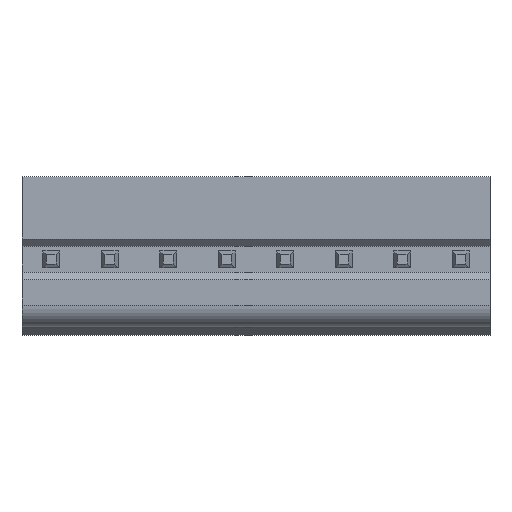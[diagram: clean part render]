
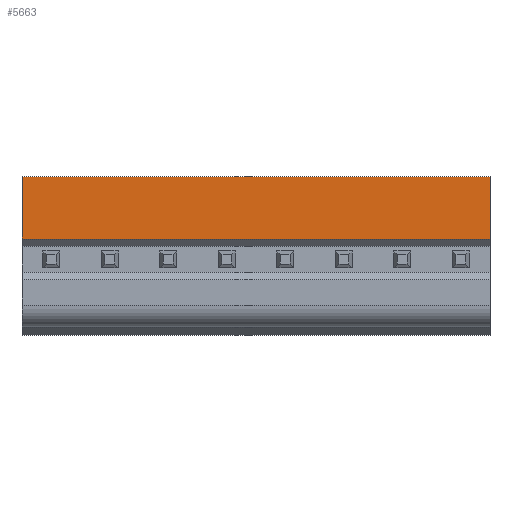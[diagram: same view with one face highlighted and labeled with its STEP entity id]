
A CAD part, front view. The second image highlights one B-rep face of the part: STEP entity #5663.
In plain terms, the highlighted planar face has unit normal (0, -1, 0).
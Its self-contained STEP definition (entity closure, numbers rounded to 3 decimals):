
#32 = PLANE('',#33);
#33 = AXIS2_PLACEMENT_3D('',#34,#35,#36);
#34 = CARTESIAN_POINT('',(15.84,4.471,3.433));
#35 = DIRECTION('',(1.,-0.,0.));
#36 = DIRECTION('',(0.,0.,-1.));
#207 = VERTEX_POINT('',#208);
#208 = CARTESIAN_POINT('',(15.84,0.,10.2));
#222 = PLANE('',#223);
#223 = AXIS2_PLACEMENT_3D('',#224,#225,#226);
#224 = CARTESIAN_POINT('',(15.84,3.2,10.2));
#225 = DIRECTION('',(0.,0.,1.));
#226 = DIRECTION('',(-0.,-1.,0.));
#234 = EDGE_CURVE('',#207,#235,#237,.T.);
#235 = VERTEX_POINT('',#236);
#236 = CARTESIAN_POINT('',(15.84,0.,5.975));
#237 = SURFACE_CURVE('',#238,(#242,#249),.PCURVE_S1.);
#238 = LINE('',#239,#240);
#239 = CARTESIAN_POINT('',(15.84,0.,10.2));
#240 = VECTOR('',#241,1.);
#241 = DIRECTION('',(0.,0.,-1.));
#242 = PCURVE('',#32,#243);
#243 = DEFINITIONAL_REPRESENTATION('',(#244),#248);
#244 = LINE('',#245,#246);
#245 = CARTESIAN_POINT('',(-6.767,-4.471));
#246 = VECTOR('',#247,1.);
#247 = DIRECTION('',(1.,0.));
#248 = ( GEOMETRIC_REPRESENTATION_CONTEXT(2) 
PARAMETRIC_REPRESENTATION_CONTEXT() REPRESENTATION_CONTEXT('2D SPACE',''
  ) );
#249 = PCURVE('',#250,#255);
#250 = PLANE('',#251);
#251 = AXIS2_PLACEMENT_3D('',#252,#253,#254);
#252 = CARTESIAN_POINT('',(15.84,0.,10.2));
#253 = DIRECTION('',(-0.,-1.,0.));
#254 = DIRECTION('',(0.,0.,-1.));
#255 = DEFINITIONAL_REPRESENTATION('',(#256),#260);
#256 = LINE('',#257,#258);
#257 = CARTESIAN_POINT('',(0.,-0.));
#258 = VECTOR('',#259,1.);
#259 = DIRECTION('',(1.,0.));
#260 = ( GEOMETRIC_REPRESENTATION_CONTEXT(2) 
PARAMETRIC_REPRESENTATION_CONTEXT() REPRESENTATION_CONTEXT('2D SPACE',''
  ) );
#278 = PLANE('',#279);
#279 = AXIS2_PLACEMENT_3D('',#280,#281,#282);
#280 = CARTESIAN_POINT('',(15.84,0.5,5.475));
#281 = DIRECTION('',(0.,0.707,0.707)
  );
#282 = DIRECTION('',(0.,-0.707,0.707)
  );
#687 = PLANE('',#688);
#688 = AXIS2_PLACEMENT_3D('',#689,#690,#691);
#689 = CARTESIAN_POINT('',(-15.84,4.471,3.433));
#690 = DIRECTION('',(1.,-0.,0.));
#691 = DIRECTION('',(0.,0.,-1.));
#850 = VERTEX_POINT('',#851);
#851 = CARTESIAN_POINT('',(-15.84,0.,10.2));
#872 = EDGE_CURVE('',#850,#873,#875,.T.);
#873 = VERTEX_POINT('',#874);
#874 = CARTESIAN_POINT('',(-15.84,0.,5.975));
#875 = SURFACE_CURVE('',#876,(#880,#887),.PCURVE_S1.);
#876 = LINE('',#877,#878);
#877 = CARTESIAN_POINT('',(-15.84,0.,10.2));
#878 = VECTOR('',#879,1.);
#879 = DIRECTION('',(0.,0.,-1.));
#880 = PCURVE('',#687,#881);
#881 = DEFINITIONAL_REPRESENTATION('',(#882),#886);
#882 = LINE('',#883,#884);
#883 = CARTESIAN_POINT('',(-6.767,-4.471));
#884 = VECTOR('',#885,1.);
#885 = DIRECTION('',(1.,0.));
#886 = ( GEOMETRIC_REPRESENTATION_CONTEXT(2) 
PARAMETRIC_REPRESENTATION_CONTEXT() REPRESENTATION_CONTEXT('2D SPACE',''
  ) );
#887 = PCURVE('',#250,#888);
#888 = DEFINITIONAL_REPRESENTATION('',(#889),#893);
#889 = LINE('',#890,#891);
#890 = CARTESIAN_POINT('',(0.,-31.68));
#891 = VECTOR('',#892,1.);
#892 = DIRECTION('',(1.,0.));
#893 = ( GEOMETRIC_REPRESENTATION_CONTEXT(2) 
PARAMETRIC_REPRESENTATION_CONTEXT() REPRESENTATION_CONTEXT('2D SPACE',''
  ) );
#5643 = EDGE_CURVE('',#207,#850,#5644,.T.);
#5644 = SURFACE_CURVE('',#5645,(#5649,#5656),.PCURVE_S1.);
#5645 = LINE('',#5646,#5647);
#5646 = CARTESIAN_POINT('',(15.84,0.,10.2));
#5647 = VECTOR('',#5648,1.);
#5648 = DIRECTION('',(-1.,0.,0.));
#5649 = PCURVE('',#222,#5650);
#5650 = DEFINITIONAL_REPRESENTATION('',(#5651),#5655);
#5651 = LINE('',#5652,#5653);
#5652 = CARTESIAN_POINT('',(3.2,0.));
#5653 = VECTOR('',#5654,1.);
#5654 = DIRECTION('',(0.,-1.));
#5655 = ( GEOMETRIC_REPRESENTATION_CONTEXT(2) 
PARAMETRIC_REPRESENTATION_CONTEXT() REPRESENTATION_CONTEXT('2D SPACE',''
  ) );
#5656 = PCURVE('',#250,#5657);
#5657 = DEFINITIONAL_REPRESENTATION('',(#5658),#5662);
#5658 = LINE('',#5659,#5660);
#5659 = CARTESIAN_POINT('',(0.,-0.));
#5660 = VECTOR('',#5661,1.);
#5661 = DIRECTION('',(0.,-1.));
#5662 = ( GEOMETRIC_REPRESENTATION_CONTEXT(2) 
PARAMETRIC_REPRESENTATION_CONTEXT() REPRESENTATION_CONTEXT('2D SPACE',''
  ) );
#5663 = ADVANCED_FACE('',(#5664),#250,.T.);
#5664 = FACE_BOUND('',#5665,.T.);
#5665 = EDGE_LOOP('',(#5666,#5667,#5668,#5669));
#5666 = ORIENTED_EDGE('',*,*,#234,.F.);
#5667 = ORIENTED_EDGE('',*,*,#5643,.T.);
#5668 = ORIENTED_EDGE('',*,*,#872,.T.);
#5669 = ORIENTED_EDGE('',*,*,#5670,.F.);
#5670 = EDGE_CURVE('',#235,#873,#5671,.T.);
#5671 = SURFACE_CURVE('',#5672,(#5676,#5683),.PCURVE_S1.);
#5672 = LINE('',#5673,#5674);
#5673 = CARTESIAN_POINT('',(15.84,0.,5.975));
#5674 = VECTOR('',#5675,1.);
#5675 = DIRECTION('',(-1.,0.,0.));
#5676 = PCURVE('',#250,#5677);
#5677 = DEFINITIONAL_REPRESENTATION('',(#5678),#5682);
#5678 = LINE('',#5679,#5680);
#5679 = CARTESIAN_POINT('',(4.225,0.));
#5680 = VECTOR('',#5681,1.);
#5681 = DIRECTION('',(0.,-1.));
#5682 = ( GEOMETRIC_REPRESENTATION_CONTEXT(2) 
PARAMETRIC_REPRESENTATION_CONTEXT() REPRESENTATION_CONTEXT('2D SPACE',''
  ) );
#5683 = PCURVE('',#278,#5684);
#5684 = DEFINITIONAL_REPRESENTATION('',(#5685),#5689);
#5685 = LINE('',#5686,#5687);
#5686 = CARTESIAN_POINT('',(0.707,0.));
#5687 = VECTOR('',#5688,1.);
#5688 = DIRECTION('',(0.,-1.));
#5689 = ( GEOMETRIC_REPRESENTATION_CONTEXT(2) 
PARAMETRIC_REPRESENTATION_CONTEXT() REPRESENTATION_CONTEXT('2D SPACE',''
  ) );
